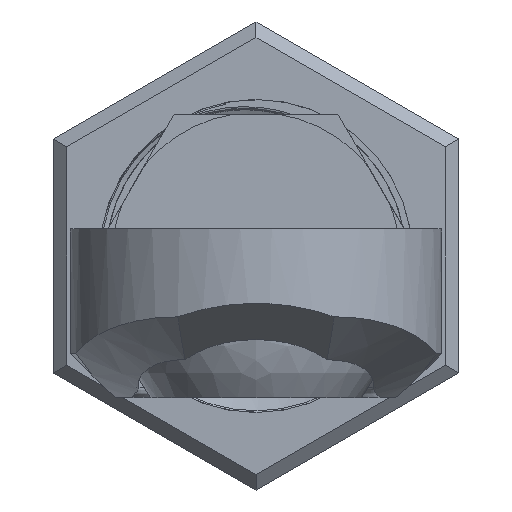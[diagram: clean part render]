
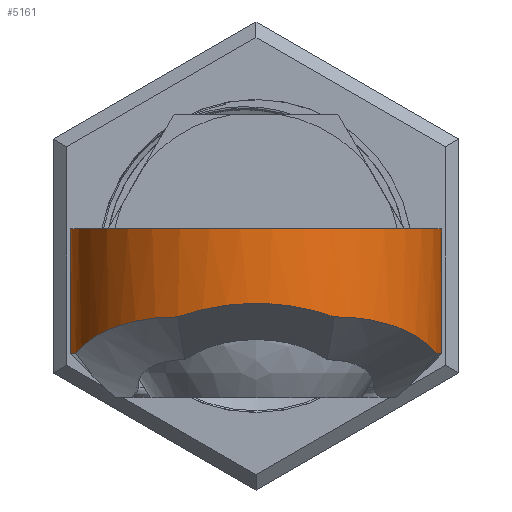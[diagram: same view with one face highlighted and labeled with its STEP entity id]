
A CAD part, left-side view. The second image highlights one B-rep face of the part: STEP entity #5161.
In plain terms, the highlighted cylindrical face has radius 5.5 mm (diameter 11 mm), a partial arc.
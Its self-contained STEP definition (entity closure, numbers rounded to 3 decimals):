
#29=ELLIPSE('',#5559,6.98,5.5);
#30=ELLIPSE('',#5562,7.778,5.5);
#31=ELLIPSE('',#5563,11.,5.5);
#32=ELLIPSE('',#5565,11.,5.5);
#33=ELLIPSE('',#5566,7.778,5.5);
#34=B_SPLINE_CURVE_WITH_KNOTS('',3,(#7196,#7197,#7198,#7199,#7200,#7201,
#7202,#7203),.UNSPECIFIED.,.F.,.F.,(4,2,2,4),(0.,0.214,0.369,
0.504),.UNSPECIFIED.);
#43=B_SPLINE_CURVE_WITH_KNOTS('',3,(#7309,#7310,#7311,#7312,#7313,#7314,
#7315,#7316),.UNSPECIFIED.,.F.,.F.,(4,2,2,4),(0.,0.187,0.331,
0.503),.UNSPECIFIED.);
#502=CYLINDRICAL_SURFACE('',#5560,5.5);
#741=FACE_OUTER_BOUND('',#1070,.T.);
#1070=EDGE_LOOP('',(#3606,#3607,#3608,#3609,#3610,#3611,#3612,#3613,#3614,
#3615,#3616,#3617,#3618,#3619));
#1403=LINE('',#7332,#1714);
#1404=LINE('',#7336,#1715);
#1405=LINE('',#7340,#1716);
#1406=LINE('',#7344,#1717);
#1714=VECTOR('',#6070,10.);
#1715=VECTOR('',#6073,10.);
#1716=VECTOR('',#6076,10.);
#1717=VECTOR('',#6079,10.);
#2016=CIRCLE('',#5561,5.5);
#2017=CIRCLE('',#5564,5.5);
#2018=CIRCLE('',#5567,5.5);
#2190=VERTEX_POINT('',#7194);
#2191=VERTEX_POINT('',#7195);
#2202=VERTEX_POINT('',#7286);
#2203=VERTEX_POINT('',#7308);
#2205=VERTEX_POINT('',#7327);
#2206=VERTEX_POINT('',#7329);
#2207=VERTEX_POINT('',#7331);
#2208=VERTEX_POINT('',#7333);
#2209=VERTEX_POINT('',#7335);
#2210=VERTEX_POINT('',#7337);
#2211=VERTEX_POINT('',#7339);
#2212=VERTEX_POINT('',#7341);
#2213=VERTEX_POINT('',#7343);
#2214=VERTEX_POINT('',#7345);
#2715=EDGE_CURVE('',#2190,#2191,#34,.T.);
#2730=EDGE_CURVE('',#2202,#2191,#29,.T.);
#2732=EDGE_CURVE('',#2202,#2203,#43,.T.);
#2735=EDGE_CURVE('',#2205,#2190,#2016,.T.);
#2736=EDGE_CURVE('',#2206,#2205,#30,.F.);
#2737=EDGE_CURVE('',#2206,#2207,#1403,.F.);
#2738=EDGE_CURVE('',#2207,#2208,#31,.T.);
#2739=EDGE_CURVE('',#2208,#2209,#1404,.T.);
#2740=EDGE_CURVE('',#2210,#2209,#2017,.F.);
#2741=EDGE_CURVE('',#2210,#2211,#1405,.T.);
#2742=EDGE_CURVE('',#2211,#2212,#32,.T.);
#2743=EDGE_CURVE('',#2212,#2213,#1406,.F.);
#2744=EDGE_CURVE('',#2213,#2214,#33,.T.);
#2745=EDGE_CURVE('',#2203,#2214,#2018,.T.);
#3606=ORIENTED_EDGE('',*,*,#2715,.F.);
#3607=ORIENTED_EDGE('',*,*,#2735,.F.);
#3608=ORIENTED_EDGE('',*,*,#2736,.F.);
#3609=ORIENTED_EDGE('',*,*,#2737,.T.);
#3610=ORIENTED_EDGE('',*,*,#2738,.T.);
#3611=ORIENTED_EDGE('',*,*,#2739,.T.);
#3612=ORIENTED_EDGE('',*,*,#2740,.F.);
#3613=ORIENTED_EDGE('',*,*,#2741,.T.);
#3614=ORIENTED_EDGE('',*,*,#2742,.T.);
#3615=ORIENTED_EDGE('',*,*,#2743,.T.);
#3616=ORIENTED_EDGE('',*,*,#2744,.T.);
#3617=ORIENTED_EDGE('',*,*,#2745,.F.);
#3618=ORIENTED_EDGE('',*,*,#2732,.F.);
#3619=ORIENTED_EDGE('',*,*,#2730,.T.);
#5161=ADVANCED_FACE('',(#741),#502,.T.);
#5559=AXIS2_PLACEMENT_3D('',#7287,#6062,#6063);
#5560=AXIS2_PLACEMENT_3D('',#7326,#6064,#6065);
#5561=AXIS2_PLACEMENT_3D('',#7328,#6066,#6067);
#5562=AXIS2_PLACEMENT_3D('',#7330,#6068,#6069);
#5563=AXIS2_PLACEMENT_3D('',#7334,#6071,#6072);
#5564=AXIS2_PLACEMENT_3D('',#7338,#6074,#6075);
#5565=AXIS2_PLACEMENT_3D('',#7342,#6077,#6078);
#5566=AXIS2_PLACEMENT_3D('',#7346,#6080,#6081);
#5567=AXIS2_PLACEMENT_3D('',#7347,#6082,#6083);
#6062=DIRECTION('center_axis',(0.616,0.,0.788));
#6063=DIRECTION('ref_axis',(0.788,0.,-0.616));
#6064=DIRECTION('center_axis',(0.,0.,1.));
#6065=DIRECTION('ref_axis',(-1.,0.,0.));
#6066=DIRECTION('center_axis',(0.,0.,-1.));
#6067=DIRECTION('ref_axis',(1.,0.,0.));
#6068=DIRECTION('center_axis',(0.,-0.707,-0.707));
#6069=DIRECTION('ref_axis',(0.,0.707,-0.707));
#6070=DIRECTION('',(0.,0.,-1.));
#6071=DIRECTION('center_axis',(0.,0.866,0.5));
#6072=DIRECTION('ref_axis',(0.,0.5,-0.866));
#6073=DIRECTION('',(0.,0.,1.));
#6074=DIRECTION('center_axis',(0.,0.,-1.));
#6075=DIRECTION('ref_axis',(1.,0.,0.));
#6076=DIRECTION('',(0.,0.,-1.));
#6077=DIRECTION('center_axis',(0.,-0.866,0.5));
#6078=DIRECTION('ref_axis',(0.,0.5,0.866));
#6079=DIRECTION('',(0.,0.,1.));
#6080=DIRECTION('center_axis',(0.,0.707,-0.707));
#6081=DIRECTION('ref_axis',(0.,0.707,0.707));
#6082=DIRECTION('center_axis',(0.,0.,-1.));
#6083=DIRECTION('ref_axis',(1.,0.,0.));
#7194=CARTESIAN_POINT('',(-1.355,-5.33,-1.2));
#7195=CARTESIAN_POINT('',(-4.988,-2.316,-0.103));
#7196=CARTESIAN_POINT('Ctrl Pts',(-1.355,-5.33,-1.2));
#7197=CARTESIAN_POINT('Ctrl Pts',(-2.004,-5.165,-0.955));
#7198=CARTESIAN_POINT('Ctrl Pts',(-2.626,-4.881,-0.723));
#7199=CARTESIAN_POINT('Ctrl Pts',(-3.59,-4.196,-0.396));
#7200=CARTESIAN_POINT('Ctrl Pts',(-3.959,-3.852,-0.282));
#7201=CARTESIAN_POINT('Ctrl Pts',(-4.559,-3.109,-0.138));
#7202=CARTESIAN_POINT('Ctrl Pts',(-4.798,-2.726,-0.101));
#7203=CARTESIAN_POINT('Ctrl Pts',(-4.988,-2.316,-0.103));
#7286=CARTESIAN_POINT('',(-4.988,2.316,-0.103));
#7287=CARTESIAN_POINT('Origin',(0.,0.,-4.));
#7308=CARTESIAN_POINT('',(-1.355,5.33,-1.2));
#7309=CARTESIAN_POINT('Ctrl Pts',(-4.988,2.316,-0.103));
#7310=CARTESIAN_POINT('Ctrl Pts',(-4.725,2.883,-0.1));
#7311=CARTESIAN_POINT('Ctrl Pts',(-4.369,3.396,-0.172));
#7312=CARTESIAN_POINT('Ctrl Pts',(-3.612,4.174,-0.388));
#7313=CARTESIAN_POINT('Ctrl Pts',(-3.245,4.465,-0.51));
#7314=CARTESIAN_POINT('Ctrl Pts',(-2.382,4.988,-0.814));
#7315=CARTESIAN_POINT('Ctrl Pts',(-1.877,5.198,-1.003));
#7316=CARTESIAN_POINT('Ctrl Pts',(-1.355,5.33,-1.2));
#7326=CARTESIAN_POINT('Origin',(0.,0.,0.));
#7327=CARTESIAN_POINT('',(4.362,-3.35,-1.2));
#7328=CARTESIAN_POINT('Origin',(0.,0.,-1.2));
#7329=CARTESIAN_POINT('',(3.491,-4.25,-0.3));
#7330=CARTESIAN_POINT('Origin',(0.,0.,-4.55));
#7331=CARTESIAN_POINT('',(3.491,-4.25,0.661));
#7332=CARTESIAN_POINT('',(3.491,-4.25,0.));
#7333=CARTESIAN_POINT('',(3.609,-4.15,0.488));
#7334=CARTESIAN_POINT('Origin',(0.,0.,-6.7));
#7335=CARTESIAN_POINT('',(3.609,-4.15,2.5));
#7336=CARTESIAN_POINT('',(3.609,-4.15,0.));
#7337=CARTESIAN_POINT('',(3.609,4.15,2.5));
#7338=CARTESIAN_POINT('Origin',(0.,0.,2.5));
#7339=CARTESIAN_POINT('',(3.609,4.15,0.488));
#7340=CARTESIAN_POINT('',(3.609,4.15,0.));
#7341=CARTESIAN_POINT('',(3.491,4.25,0.661));
#7342=CARTESIAN_POINT('Origin',(0.,0.,-6.7));
#7343=CARTESIAN_POINT('',(3.491,4.25,-0.3));
#7344=CARTESIAN_POINT('',(3.491,4.25,0.));
#7345=CARTESIAN_POINT('',(4.362,3.35,-1.2));
#7346=CARTESIAN_POINT('Origin',(0.,0.,-4.55));
#7347=CARTESIAN_POINT('Origin',(0.,0.,-1.2));
